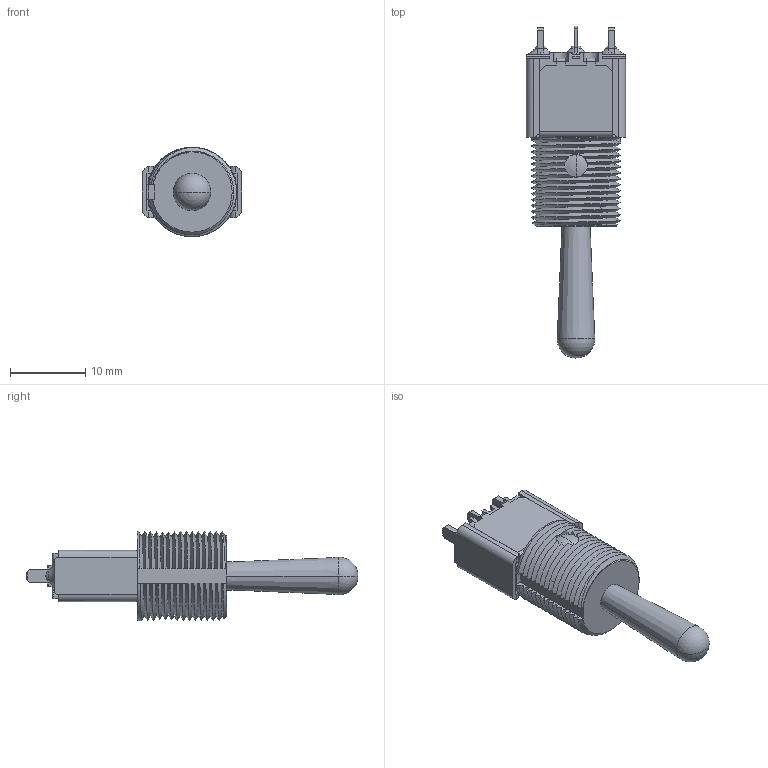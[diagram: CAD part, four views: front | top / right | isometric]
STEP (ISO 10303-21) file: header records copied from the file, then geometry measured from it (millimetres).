
FILE_DESCRIPTION((''),'2;1');
FILE_NAME('5637MAKB','2014-12-22T',('brevel'),(''),'PRO/ENGINEER BY PARAMETRIC TECHNOLOGY CORPORATION, 2013410','PRO/ENGINEER BY PARAMETRIC TECHNOLOGY CORPORATION, 2013410','');
FILE_SCHEMA(('CONFIG_CONTROL_DESIGN'));
Length unit declared in the file: millimetre
Products named in the file (1): 5637MAKB
Bounding box: 13.2 x 44.2 x 11.9 mm (x, y, z)
Surface area: 2052.8 mm2 (no closed solid volume)
Topology: 0 solids, 4 shells, 270 faces, 874 edges, 591 vertices
Faces by surface type: plane 157, bspline 47, cylinder 42, torus 10, sphere 10, cone 4
Entity records: 15478 total; most frequent: CARTESIAN_POINT 8284, ORIENTED_EDGE 1584, DIRECTION 1279, EDGE_CURVE 870, VERTEX_POINT 591, VECTOR 469, LINE 469, AXIS2_PLACEMENT_3D 405
